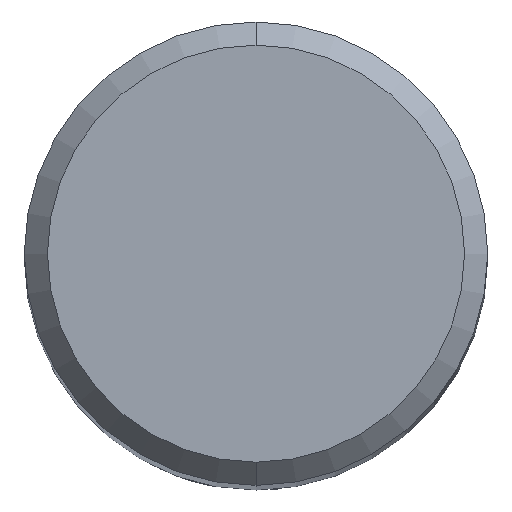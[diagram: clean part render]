
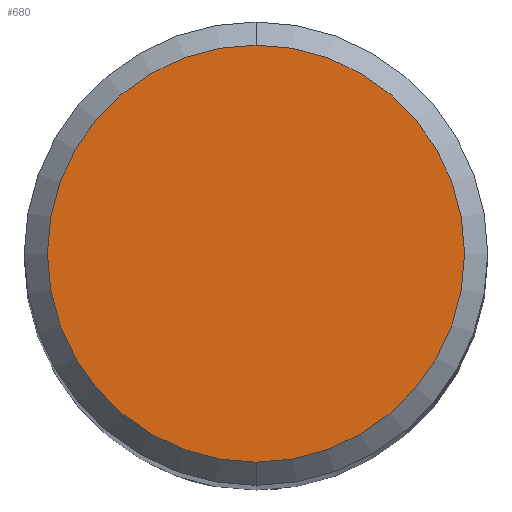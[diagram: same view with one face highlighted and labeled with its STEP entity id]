
A CAD part, top view. The second image highlights one B-rep face of the part: STEP entity #680.
In plain terms, the highlighted planar face has unit normal (0, 0, 1).
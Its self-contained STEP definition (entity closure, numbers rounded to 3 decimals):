
#324=VERTEX_POINT('',#913);
#536=EDGE_CURVE('',#324,#572,#1147,.T.);
#548=EDGE_CURVE('',#572,#324,#1159,.T.);
#572=VERTEX_POINT('',#1185);
#680=ADVANCED_FACE('',(#1304),#1305,.T.);
#913=CARTESIAN_POINT('',(0.,-4.5,0.0));
#1147=CIRCLE('',#4923,4.5);
#1159=CIRCLE('',#5019,4.5);
#1185=CARTESIAN_POINT('',(0.0,4.5,0.0));
#1304=FACE_OUTER_BOUND('',#6726,.T.);
#1305=PLANE('',#6727);
#4923=AXIS2_PLACEMENT_3D('',#9236,#9237,#9238);
#5019=AXIS2_PLACEMENT_3D('',#9242,#9243,#9244);
#6726=EDGE_LOOP('',(#9380,#9381));
#6727=AXIS2_PLACEMENT_3D('',#9382,#9383,#9384);
#9236=CARTESIAN_POINT('',(0.0,0.0,0.0));
#9237=DIRECTION('',(0.0,0.0,-1.0));
#9238=DIRECTION('',(0.0,1.0,0.0));
#9242=CARTESIAN_POINT('',(0.0,0.0,0.0));
#9243=DIRECTION('',(0.0,0.0,-1.0));
#9244=DIRECTION('',(0.0,1.0,0.0));
#9380=ORIENTED_EDGE('',*,*,#548,.F.);
#9381=ORIENTED_EDGE('',*,*,#536,.F.);
#9382=CARTESIAN_POINT('',(0.0,2.25,0.0));
#9383=DIRECTION('',(-0.0,0.0,1.0));
#9384=DIRECTION('',(0.0,-1.0,0.0));
